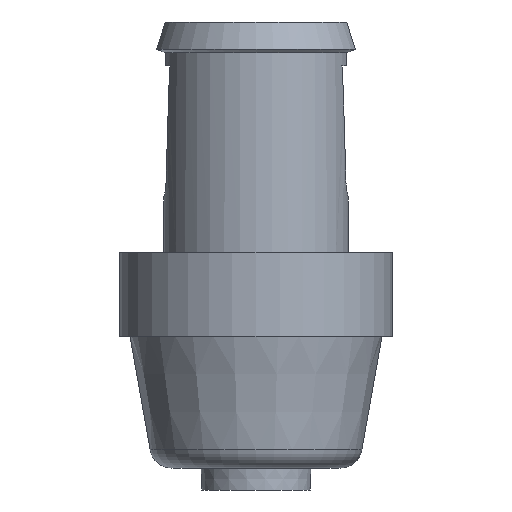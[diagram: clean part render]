
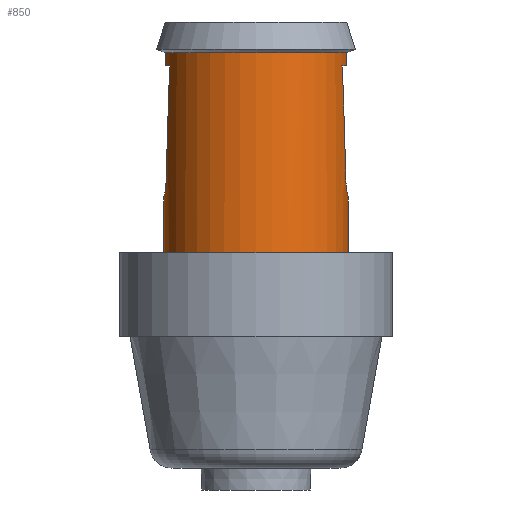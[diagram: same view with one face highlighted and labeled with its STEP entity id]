
A CAD part, left-side view. The second image highlights one B-rep face of the part: STEP entity #850.
In plain terms, the highlighted cylindrical face has radius 2.1 mm (diameter 4.2 mm), a full revolution.
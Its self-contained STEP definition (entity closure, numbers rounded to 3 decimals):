
#350=CARTESIAN_POINT('',(0.0,2.1,0.889));
#351=VERTEX_POINT('',#350);
#352=CARTESIAN_POINT('',(0.0,0.0,0.889));
#353=DIRECTION('',(0.0,0.0,-1.0));
#354=DIRECTION('',(0.0,1.0,0.0));
#355=AXIS2_PLACEMENT_3D('',#352,#353,#354);
#356=CIRCLE('',#355,2.1);
#357=EDGE_CURVE('',#351,#351,#356,.T.);
#433=CARTESIAN_POINT('',(-0.498,2.04,2.59));
#434=VERTEX_POINT('',#433);
#435=CARTESIAN_POINT('',(0.498,2.04,2.59));
#436=VERTEX_POINT('',#435);
#437=CARTESIAN_POINT('',(-0.498,2.04,2.59));
#438=CARTESIAN_POINT('',(-0.493,2.041,2.542));
#439=CARTESIAN_POINT('',(-0.481,2.044,2.493));
#440=CARTESIAN_POINT('',(-0.436,2.054,2.386));
#441=CARTESIAN_POINT('',(-0.398,2.062,2.33));
#442=CARTESIAN_POINT('',(-0.309,2.078,2.241));
#443=CARTESIAN_POINT('',(-0.253,2.086,2.203));
#444=CARTESIAN_POINT('',(-0.13,2.097,2.152));
#445=CARTESIAN_POINT('',(-0.063,2.1,2.139));
#446=CARTESIAN_POINT('',(0.063,2.1,2.139));
#447=CARTESIAN_POINT('',(0.13,2.097,2.152));
#448=CARTESIAN_POINT('',(0.253,2.086,2.203));
#449=CARTESIAN_POINT('',(0.309,2.078,2.241));
#450=CARTESIAN_POINT('',(0.398,2.062,2.33));
#451=CARTESIAN_POINT('',(0.436,2.054,2.386));
#452=CARTESIAN_POINT('',(0.481,2.044,2.493));
#453=CARTESIAN_POINT('',(0.493,2.041,2.542));
#454=CARTESIAN_POINT('',(0.498,2.04,2.59));
#455=B_SPLINE_CURVE_WITH_KNOTS('',3,(#437,#438,#439,#440,#441,#442,#443,#444,#445,#446,#447,#448,#449,#450,#451,#452,#453,#454),.UNSPECIFIED.,.F.,.U.,(4,2,2,2,2,2,2,2,4),(0.156,0.17,0.189,0.208,0.227,0.246,0.265,0.284,0.298),.UNSPECIFIED.);
#456=EDGE_CURVE('',#434,#436,#455,.T.);
#458=CARTESIAN_POINT('',(-0.498,-2.04,2.59));
#459=VERTEX_POINT('',#458);
#466=CARTESIAN_POINT('',(0.498,-2.04,2.59));
#467=VERTEX_POINT('',#466);
#468=CARTESIAN_POINT('',(0.498,-2.04,2.59));
#469=CARTESIAN_POINT('',(0.493,-2.041,2.542));
#470=CARTESIAN_POINT('',(0.481,-2.044,2.493));
#471=CARTESIAN_POINT('',(0.436,-2.054,2.386));
#472=CARTESIAN_POINT('',(0.398,-2.062,2.33));
#473=CARTESIAN_POINT('',(0.309,-2.078,2.241));
#474=CARTESIAN_POINT('',(0.253,-2.086,2.203));
#475=CARTESIAN_POINT('',(0.13,-2.097,2.152));
#476=CARTESIAN_POINT('',(0.063,-2.1,2.139));
#477=CARTESIAN_POINT('',(-0.063,-2.1,2.139));
#478=CARTESIAN_POINT('',(-0.13,-2.097,2.152));
#479=CARTESIAN_POINT('',(-0.253,-2.086,2.203));
#480=CARTESIAN_POINT('',(-0.309,-2.078,2.241));
#481=CARTESIAN_POINT('',(-0.398,-2.062,2.33));
#482=CARTESIAN_POINT('',(-0.436,-2.054,2.386));
#483=CARTESIAN_POINT('',(-0.481,-2.044,2.493));
#484=CARTESIAN_POINT('',(-0.493,-2.041,2.542));
#485=CARTESIAN_POINT('',(-0.498,-2.04,2.59));
#486=B_SPLINE_CURVE_WITH_KNOTS('',3,(#468,#469,#470,#471,#472,#473,#474,#475,#476,#477,#478,#479,#480,#481,#482,#483,#484,#485),.UNSPECIFIED.,.F.,.U.,(4,2,2,2,2,2,2,2,4),(0.005,0.019,0.038,0.057,0.076,0.095,0.113,0.132,0.146),.UNSPECIFIED.);
#487=EDGE_CURVE('',#467,#459,#486,.T.);
#503=CARTESIAN_POINT('',(0.749,1.962,5.139));
#504=VERTEX_POINT('',#503);
#505=CARTESIAN_POINT('',(0.0,0.0,-2.462));
#506=DIRECTION('',(0.995,0.0,-0.098));
#507=DIRECTION('',(0.098,0.0,0.995));
#508=AXIS2_PLACEMENT_3D('',#505,#506,#507);
#509=ELLIPSE('',#508,21.425,2.1);
#510=EDGE_CURVE('',#436,#504,#509,.T.);
#513=CARTESIAN_POINT('',(0.749,-1.962,5.139));
#514=VERTEX_POINT('',#513);
#515=CARTESIAN_POINT('',(0.0,0.0,-2.462));
#516=DIRECTION('',(0.995,0.0,-0.098));
#517=DIRECTION('',(0.098,0.0,0.995));
#518=AXIS2_PLACEMENT_3D('',#515,#516,#517);
#519=ELLIPSE('',#518,21.425,2.1);
#520=EDGE_CURVE('',#514,#467,#519,.T.);
#536=CARTESIAN_POINT('',(0.4,2.062,5.139));
#537=VERTEX_POINT('',#536);
#538=CARTESIAN_POINT('',(0.0,0.0,5.139));
#539=DIRECTION('',(0.0,0.0,1.0));
#540=DIRECTION('',(0.0,1.0,0.0));
#541=AXIS2_PLACEMENT_3D('',#538,#539,#540);
#542=CIRCLE('',#541,2.1);
#543=EDGE_CURVE('',#504,#537,#542,.T.);
#546=CARTESIAN_POINT('',(0.4,-2.062,5.139));
#547=VERTEX_POINT('',#546);
#548=CARTESIAN_POINT('',(0.0,0.0,5.139));
#549=DIRECTION('',(0.0,0.0,1.0));
#550=DIRECTION('',(0.0,1.0,0.0));
#551=AXIS2_PLACEMENT_3D('',#548,#549,#550);
#552=CIRCLE('',#551,2.1);
#553=EDGE_CURVE('',#547,#514,#552,.T.);
#569=CARTESIAN_POINT('',(0.4,2.062,5.439));
#570=VERTEX_POINT('',#569);
#571=CARTESIAN_POINT('',(0.4,2.062,5.139));
#572=DIRECTION('',(0.0,0.0,1.0));
#573=VECTOR('',#572,0.3);
#574=LINE('',#571,#573);
#575=EDGE_CURVE('',#537,#570,#574,.T.);
#578=CARTESIAN_POINT('',(0.4,-2.062,5.439));
#579=VERTEX_POINT('',#578);
#580=CARTESIAN_POINT('',(0.4,-2.062,5.439));
#581=DIRECTION('',(0.0,0.0,-1.0));
#582=VECTOR('',#581,0.3);
#583=LINE('',#580,#582);
#584=EDGE_CURVE('',#579,#547,#583,.T.);
#660=CARTESIAN_POINT('',(-0.4,2.062,5.439));
#661=VERTEX_POINT('',#660);
#662=CARTESIAN_POINT('',(-0.4,2.062,5.139));
#663=VERTEX_POINT('',#662);
#664=CARTESIAN_POINT('',(-0.4,2.062,5.439));
#665=DIRECTION('',(0.0,0.0,-1.0));
#666=VECTOR('',#665,0.3);
#667=LINE('',#664,#666);
#668=EDGE_CURVE('',#661,#663,#667,.T.);
#723=CARTESIAN_POINT('',(-0.4,-2.062,5.439));
#724=VERTEX_POINT('',#723);
#738=CARTESIAN_POINT('',(-0.4,-2.062,5.139));
#739=VERTEX_POINT('',#738);
#740=CARTESIAN_POINT('',(-0.4,-2.062,5.139));
#741=DIRECTION('',(0.0,0.0,1.0));
#742=VECTOR('',#741,0.3);
#743=LINE('',#740,#742);
#744=EDGE_CURVE('',#739,#724,#743,.T.);
#760=CARTESIAN_POINT('',(-0.749,1.962,5.139));
#761=VERTEX_POINT('',#760);
#762=CARTESIAN_POINT('',(0.0,0.0,5.139));
#763=DIRECTION('',(0.0,0.0,1.0));
#764=DIRECTION('',(0.0,1.0,0.0));
#765=AXIS2_PLACEMENT_3D('',#762,#763,#764);
#766=CIRCLE('',#765,2.1);
#767=EDGE_CURVE('',#663,#761,#766,.T.);
#770=CARTESIAN_POINT('',(-0.749,-1.962,5.139));
#771=VERTEX_POINT('',#770);
#772=CARTESIAN_POINT('',(0.0,0.0,5.139));
#773=DIRECTION('',(0.0,0.0,1.0));
#774=DIRECTION('',(0.0,1.0,0.0));
#775=AXIS2_PLACEMENT_3D('',#772,#773,#774);
#776=CIRCLE('',#775,2.1);
#777=EDGE_CURVE('',#771,#739,#776,.T.);
#793=CARTESIAN_POINT('',(0.0,0.0,-2.462));
#794=DIRECTION('',(-0.995,0.0,-0.098));
#795=DIRECTION('',(0.098,0.0,-0.995));
#796=AXIS2_PLACEMENT_3D('',#793,#794,#795);
#797=ELLIPSE('',#796,21.425,2.1);
#798=EDGE_CURVE('',#761,#434,#797,.T.);
#801=CARTESIAN_POINT('',(0.0,0.0,-2.462));
#802=DIRECTION('',(-0.995,0.0,-0.098));
#803=DIRECTION('',(0.098,0.0,-0.995));
#804=AXIS2_PLACEMENT_3D('',#801,#802,#803);
#805=ELLIPSE('',#804,21.425,2.1);
#806=EDGE_CURVE('',#459,#771,#805,.T.);
#812=CARTESIAN_POINT('',(0.0,0.0,3.264));
#813=DIRECTION('',(0.0,0.0,-1.0));
#814=DIRECTION('',(0.0,1.0,0.0));
#815=AXIS2_PLACEMENT_3D('',#812,#813,#814);
#816=CYLINDRICAL_SURFACE('',#815,2.1);
#817=ORIENTED_EDGE('',*,*,#357,.F.);
#818=EDGE_LOOP('',(#817));
#819=FACE_OUTER_BOUND('',#818,.T.);
#820=ORIENTED_EDGE('',*,*,#668,.T.);
#821=ORIENTED_EDGE('',*,*,#767,.T.);
#822=ORIENTED_EDGE('',*,*,#798,.T.);
#823=ORIENTED_EDGE('',*,*,#456,.T.);
#824=ORIENTED_EDGE('',*,*,#510,.T.);
#825=ORIENTED_EDGE('',*,*,#543,.T.);
#826=ORIENTED_EDGE('',*,*,#575,.T.);
#827=CARTESIAN_POINT('',(0.0,0.0,5.439));
#828=DIRECTION('',(0.0,0.0,-1.0));
#829=DIRECTION('',(0.0,1.0,0.0));
#830=AXIS2_PLACEMENT_3D('',#827,#828,#829);
#831=CIRCLE('',#830,2.1);
#832=EDGE_CURVE('',#570,#579,#831,.T.);
#833=ORIENTED_EDGE('',*,*,#832,.T.);
#834=ORIENTED_EDGE('',*,*,#584,.T.);
#835=ORIENTED_EDGE('',*,*,#553,.T.);
#836=ORIENTED_EDGE('',*,*,#520,.T.);
#837=ORIENTED_EDGE('',*,*,#487,.T.);
#838=ORIENTED_EDGE('',*,*,#806,.T.);
#839=ORIENTED_EDGE('',*,*,#777,.T.);
#840=ORIENTED_EDGE('',*,*,#744,.T.);
#841=CARTESIAN_POINT('',(0.0,0.0,5.439));
#842=DIRECTION('',(0.0,0.0,-1.0));
#843=DIRECTION('',(0.0,1.0,0.0));
#844=AXIS2_PLACEMENT_3D('',#841,#842,#843);
#845=CIRCLE('',#844,2.1);
#846=EDGE_CURVE('',#724,#661,#845,.T.);
#847=ORIENTED_EDGE('',*,*,#846,.T.);
#848=EDGE_LOOP('',(#820,#821,#822,#823,#824,#825,#826,#833,#834,#835,#836,#837,#838,#839,#840,#847));
#849=FACE_BOUND('',#848,.T.);
#850=ADVANCED_FACE('',(#819,#849),#816,.T.);
